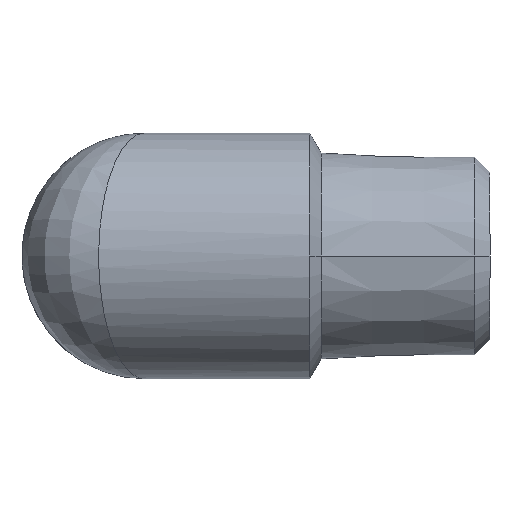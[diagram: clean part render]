
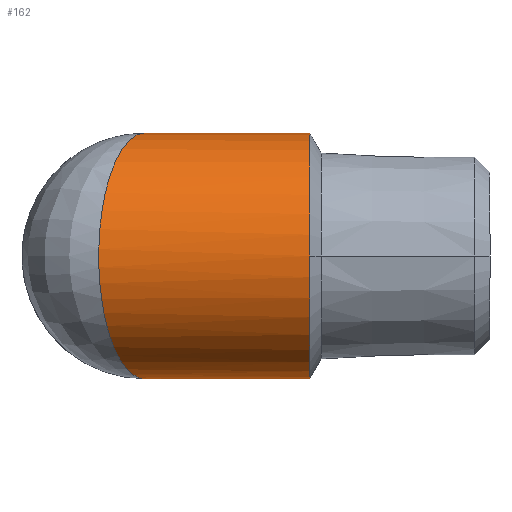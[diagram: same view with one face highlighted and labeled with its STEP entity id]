
A CAD part, left-side view. The second image highlights one B-rep face of the part: STEP entity #162.
In plain terms, the highlighted cylindrical face has radius 8 mm (diameter 16 mm), a partial arc.
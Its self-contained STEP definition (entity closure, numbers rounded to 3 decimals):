
#15 = EDGE_CURVE ( 'NONE', #232, #28, #344, .T. ) ;
#28 = VERTEX_POINT ( 'NONE', #320 ) ;
#29 = VERTEX_POINT ( 'NONE', #319 ) ;
#35 = EDGE_CURVE ( 'NONE', #29, #28, #402, .T. ) ;
#162 = ADVANCED_FACE ( 'NONE', ( #679 ), #678, .T. ) ;
#163 = EDGE_LOOP ( 'NONE', ( #164, #165, #166, #167, #169 ) ) ;
#164 = ORIENTED_EDGE ( 'NONE', *, *, #15, .F. ) ;
#165 = ORIENTED_EDGE ( 'NONE', *, *, #298, .T. ) ;
#166 = ORIENTED_EDGE ( 'NONE', *, *, #218, .T. ) ;
#167 = ORIENTED_EDGE ( 'NONE', *, *, #168, .T. ) ;
#168 = EDGE_CURVE ( 'NONE', #217, #29, #673, .T. ) ;
#169 = ORIENTED_EDGE ( 'NONE', *, *, #35, .T. ) ;
#217 = VERTEX_POINT ( 'NONE', #1044 ) ;
#218 = EDGE_CURVE ( 'NONE', #231, #217, #813, .T. ) ;
#231 = VERTEX_POINT ( 'NONE', #792 ) ;
#232 = VERTEX_POINT ( 'NONE', #791 ) ;
#298 = EDGE_CURVE ( 'NONE', #232, #231, #1102, .T. ) ;
#319 = CARTESIAN_POINT ( 'NONE',  ( -8., -10.753, 0. ) ) ;
#320 = CARTESIAN_POINT ( 'NONE',  ( 0., -10.753, 8. ) ) ;
#341 = DIRECTION ( 'NONE',  ( 0., -1., 0. ) ) ;
#342 = VECTOR ( 'NONE', #341, 1000. ) ;
#343 = CARTESIAN_POINT ( 'NONE',  ( 0., 22.627, 8. ) ) ;
#344 = LINE ( 'NONE', #343, #342 ) ;
#398 = DIRECTION ( 'NONE',  ( -1., 0., 0. ) ) ;
#399 = DIRECTION ( 'NONE',  ( 0., 1., 0. ) ) ;
#400 = CARTESIAN_POINT ( 'NONE',  ( 0., -10.753, 0. ) ) ;
#401 = AXIS2_PLACEMENT_3D ( 'NONE', #400, #399, #398 ) ;
#402 = CIRCLE ( 'NONE', #401, 8. ) ;
#669 = DIRECTION ( 'NONE',  ( -1., 0., 0. ) ) ;
#670 = DIRECTION ( 'NONE',  ( 0., 1., 0. ) ) ;
#671 = CARTESIAN_POINT ( 'NONE',  ( 0., -10.753, 0. ) ) ;
#672 = AXIS2_PLACEMENT_3D ( 'NONE', #671, #670, #669 ) ;
#673 = CIRCLE ( 'NONE', #672, 8. ) ;
#674 = DIRECTION ( 'NONE',  ( 0., 0., -1. ) ) ;
#675 = DIRECTION ( 'NONE',  ( 0., -1., 0. ) ) ;
#676 = AXIS2_PLACEMENT_3D ( 'NONE', #677, #675, #674 ) ;
#677 = CARTESIAN_POINT ( 'NONE',  ( 0., 22.627, 0. ) ) ;
#678 = CYLINDRICAL_SURFACE ( 'NONE', #676, 8. ) ;
#679 = FACE_OUTER_BOUND ( 'NONE', #163, .T. ) ;
#791 = CARTESIAN_POINT ( 'NONE',  ( 0., 0., 8. ) ) ;
#792 = CARTESIAN_POINT ( 'NONE',  ( 0., 0., -8. ) ) ;
#810 = DIRECTION ( 'NONE',  ( 0., -1., 0. ) ) ;
#811 = VECTOR ( 'NONE', #810, 1000. ) ;
#812 = CARTESIAN_POINT ( 'NONE',  ( 0., 22.627, -8. ) ) ;
#813 = LINE ( 'NONE', #812, #811 ) ;
#1044 = CARTESIAN_POINT ( 'NONE',  ( 0., -10.753, -8. ) ) ;
#1098 = CARTESIAN_POINT ( 'NONE',  ( 0., 0., -8. ) ) ;
#1099 = CARTESIAN_POINT ( 'NONE',  ( -16., 6., -8. ) ) ;
#1100 = CARTESIAN_POINT ( 'NONE',  ( -16., 6., 8. ) ) ;
#1101 = CARTESIAN_POINT ( 'NONE',  ( 0., 0., 8. ) ) ;
#1102 =( BOUNDED_CURVE ( )  B_SPLINE_CURVE ( 3, ( #1101, #1100, #1099, #1098 ),
 .UNSPECIFIED., .F., .T. ) 
 B_SPLINE_CURVE_WITH_KNOTS ( ( 4, 4 ),
 ( 1.571, 4.712 ),
 .UNSPECIFIED. ) 
 CURVE ( )  GEOMETRIC_REPRESENTATION_ITEM ( )  RATIONAL_B_SPLINE_CURVE ( ( 1., 0.333, 0.333, 1. ) ) 
 REPRESENTATION_ITEM ( '' )  );
